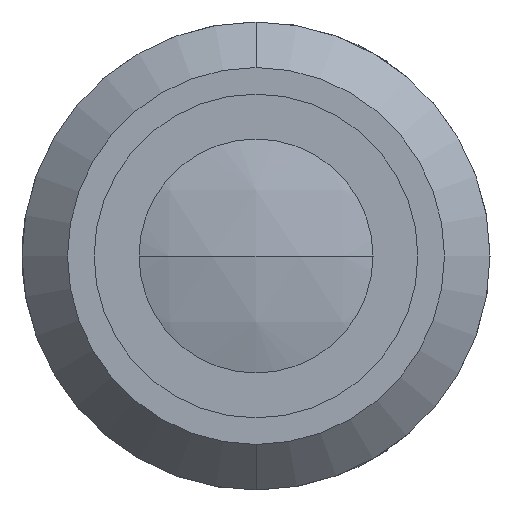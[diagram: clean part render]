
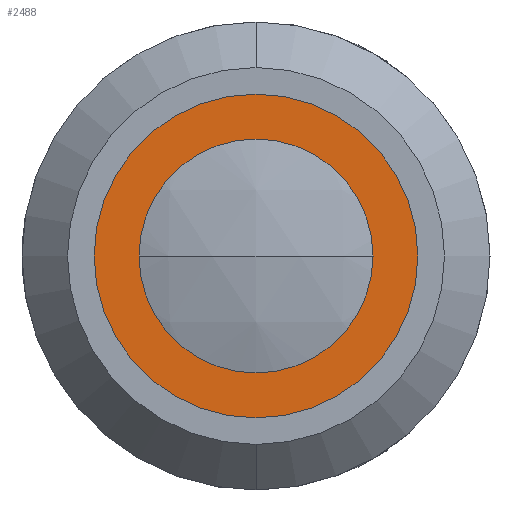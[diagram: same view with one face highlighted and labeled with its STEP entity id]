
A CAD part, left-side view. The second image highlights one B-rep face of the part: STEP entity #2488.
In plain terms, the highlighted planar face has unit normal (-1, 0, 0).
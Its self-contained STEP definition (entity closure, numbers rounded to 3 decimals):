
#117 = CARTESIAN_POINT ( 'NONE',  ( 3.5, 13.2, 0. ) ) ;
#381 = DIRECTION ( 'NONE',  ( -1., 0., 0. ) ) ;
#427 = AXIS2_PLACEMENT_3D ( 'NONE', #4148, #3735, #3423 ) ;
#440 = CIRCLE ( 'NONE', #1586, 13.2 ) ;
#443 = DIRECTION ( 'NONE',  ( 1., 0., 0. ) ) ;
#555 = CARTESIAN_POINT ( 'NONE',  ( 3.5, 0., 0. ) ) ;
#697 = CARTESIAN_POINT ( 'NONE',  ( 3.5, 0., -13.2 ) ) ;
#786 = PLANE ( 'NONE',  #3252 ) ;
#833 = FACE_OUTER_BOUND ( 'NONE', #3622, .T. ) ;
#868 = VERTEX_POINT ( 'NONE', #697 ) ;
#933 = CIRCLE ( 'NONE', #427, 9. ) ;
#1089 = EDGE_LOOP ( 'NONE', ( #3516, #1220 ) ) ;
#1123 = DIRECTION ( 'NONE',  ( 0., 0., 1. ) ) ;
#1220 = ORIENTED_EDGE ( 'NONE', *, *, #1312, .F. ) ;
#1312 = EDGE_CURVE ( 'NONE', #2424, #3280, #933, .T. ) ;
#1586 = AXIS2_PLACEMENT_3D ( 'NONE', #2407, #1697, #4163 ) ;
#1697 = DIRECTION ( 'NONE',  ( -1., 0., 0. ) ) ;
#1724 = CARTESIAN_POINT ( 'NONE',  ( 3.5, 0., 13.2 ) ) ;
#1873 = CIRCLE ( 'NONE', #3898, 13.2 ) ;
#1893 = EDGE_CURVE ( 'NONE', #3280, #2424, #2007, .T. ) ;
#2007 = CIRCLE ( 'NONE', #3010, 9. ) ;
#2022 = DIRECTION ( 'NONE',  ( -1., 0., 0. ) ) ;
#2242 = ORIENTED_EDGE ( 'NONE', *, *, #2272, .T. ) ;
#2272 = EDGE_CURVE ( 'NONE', #3817, #868, #1873, .T. ) ;
#2290 = CARTESIAN_POINT ( 'NONE',  ( 3.5, 0., 9. ) ) ;
#2407 = CARTESIAN_POINT ( 'NONE',  ( 3.5, 0., 0. ) ) ;
#2424 = VERTEX_POINT ( 'NONE', #3556 ) ;
#2488 = ADVANCED_FACE ( 'NONE', ( #4213, #833 ), #786, .F. ) ;
#2749 = CARTESIAN_POINT ( 'NONE',  ( 3.5, 0., 0. ) ) ;
#2773 = EDGE_CURVE ( 'NONE', #868, #3817, #440, .T. ) ;
#3010 = AXIS2_PLACEMENT_3D ( 'NONE', #2749, #381, #1123 ) ;
#3057 = DIRECTION ( 'NONE',  ( 0., 0., 1. ) ) ;
#3078 = ORIENTED_EDGE ( 'NONE', *, *, #2773, .T. ) ;
#3203 = DIRECTION ( 'NONE',  ( 0., 0., -1. ) ) ;
#3252 = AXIS2_PLACEMENT_3D ( 'NONE', #117, #443, #3203 ) ;
#3280 = VERTEX_POINT ( 'NONE', #2290 ) ;
#3423 = DIRECTION ( 'NONE',  ( 0., 0., 1. ) ) ;
#3516 = ORIENTED_EDGE ( 'NONE', *, *, #1893, .F. ) ;
#3556 = CARTESIAN_POINT ( 'NONE',  ( 3.5, 0., -9. ) ) ;
#3622 = EDGE_LOOP ( 'NONE', ( #2242, #3078 ) ) ;
#3735 = DIRECTION ( 'NONE',  ( -1., 0., 0. ) ) ;
#3817 = VERTEX_POINT ( 'NONE', #1724 ) ;
#3898 = AXIS2_PLACEMENT_3D ( 'NONE', #555, #2022, #3057 ) ;
#4148 = CARTESIAN_POINT ( 'NONE',  ( 3.5, 0., 0. ) ) ;
#4163 = DIRECTION ( 'NONE',  ( 0., 0., 1. ) ) ;
#4213 = FACE_BOUND ( 'NONE', #1089, .T. ) ;
